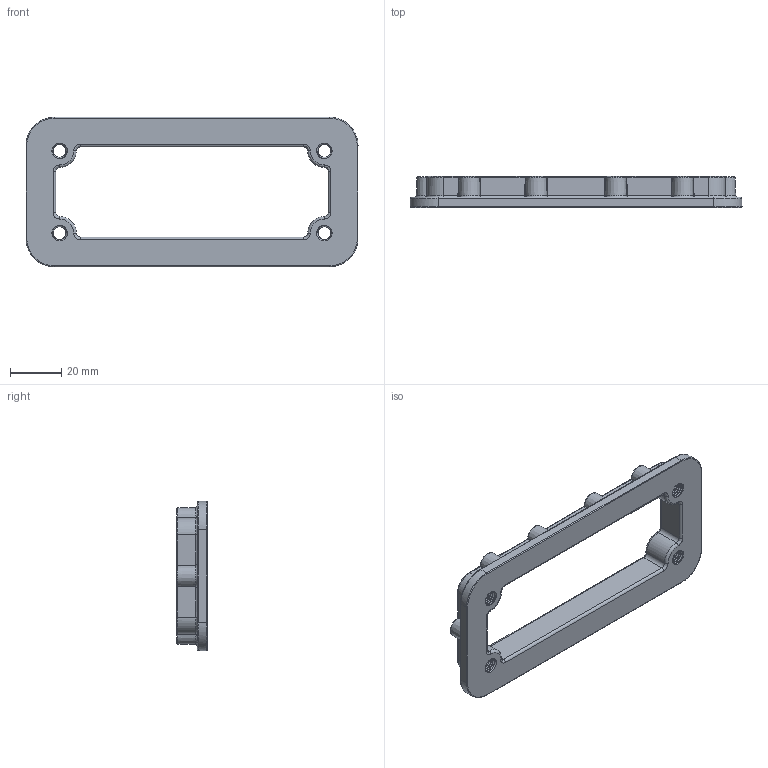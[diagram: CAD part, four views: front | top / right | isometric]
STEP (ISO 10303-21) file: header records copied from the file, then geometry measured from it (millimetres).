
FILE_DESCRIPTION((''),'2;1');
FILE_NAME('HPF16B','2017-10-24T',('wl.kang'),(''),'PRO/ENGINEER BY PARAMETRIC TECHNOLOGY CORPORATION, 2012480','PRO/ENGINEER BY PARAMETRIC TECHNOLOGY CORPORATION, 2012480','');
FILE_SCHEMA(('AUTOMOTIVE_DESIGN { 1 0 10303 214 1 1 1 1 }'));
Length unit declared in the file: millimetre
Products named in the file (1): HPF16B
Bounding box: 129.13 x 12 x 58.13 mm (x, y, z)
Volume: 29755.3 mm3; surface area: 15767.4 mm2
Topology: 1 solids, 1 shells, 351 faces, 844 edges, 496 vertices
Faces by surface type: cylinder 156, bspline 136, plane 25, torus 20, cone 14
Entity records: 25583 total; most frequent: CARTESIAN_POINT 18712, ORIENTED_EDGE 1688, DIRECTION 970, EDGE_CURVE 844, VERTEX_POINT 496, B_SPLINE_CURVE_WITH_KNOTS 452, AXIS2_PLACEMENT_3D 363, EDGE_LOOP 362
